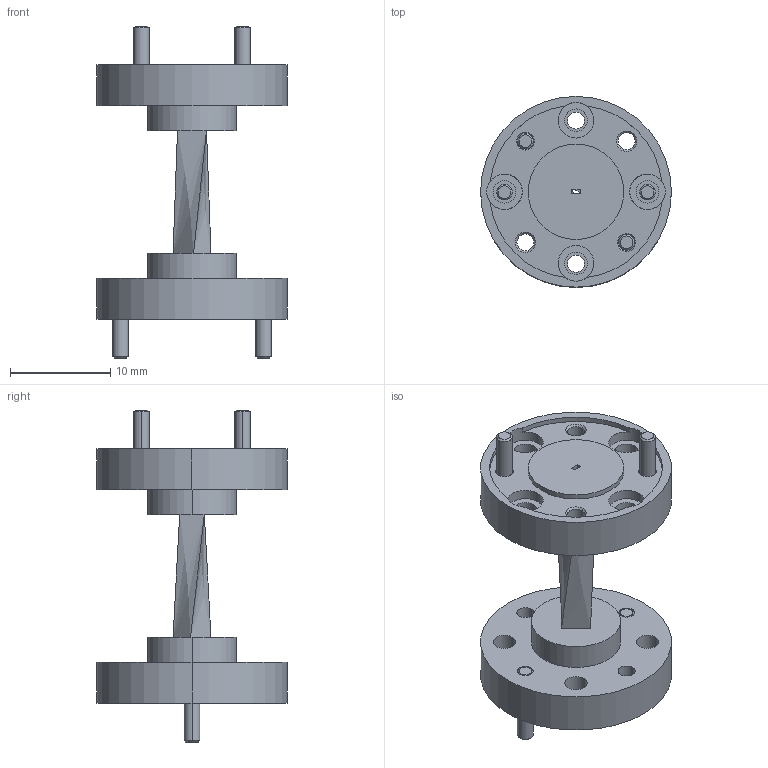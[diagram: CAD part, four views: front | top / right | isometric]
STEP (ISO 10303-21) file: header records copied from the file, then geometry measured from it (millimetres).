
FILE_DESCRIPTION (( 'STEP AP214' ), '1' );
FILE_NAME ('WB-T03-5R-A-L, Defeatured.STEP', '2025-02-03T18:47:14', ( '' ), ( '' ), 'SwSTEP 2.0', 'SolidWorks 2021', '' );
FILE_SCHEMA (( 'AUTOMOTIVE_DESIGN' ));
Length unit declared in the file: inch
Products named in the file (1): WB-T03-5R-A-L, Defeatured
Bounding box: 19.05 x 19.05 x 33.15 mm (x, y, z)
Volume: 2362.1 mm3; surface area: 2486.6 mm2
Topology: 5 solids, 5 shells, 151 faces, 359 edges, 226 vertices
Faces by surface type: cylinder 77, plane 34, cone 32, bspline 8
Entity records: 6602 total; most frequent: DIRECTION 845, CARTESIAN_POINT 841, ORIENTED_EDGE 718, EDGE_CURVE 359, AXIS2_PLACEMENT_3D 346, VERTEX_POINT 226, CIRCLE 202, EDGE_LOOP 193
